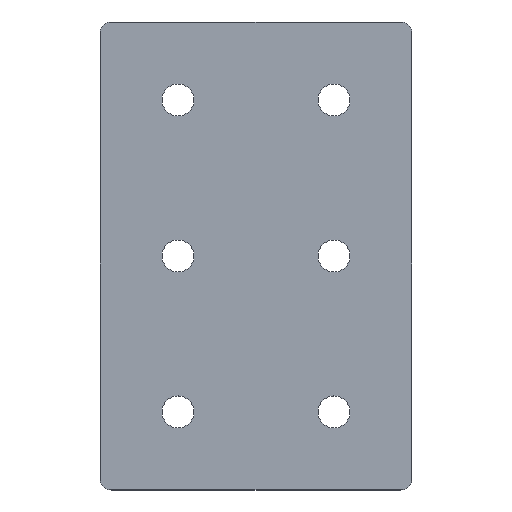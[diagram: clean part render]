
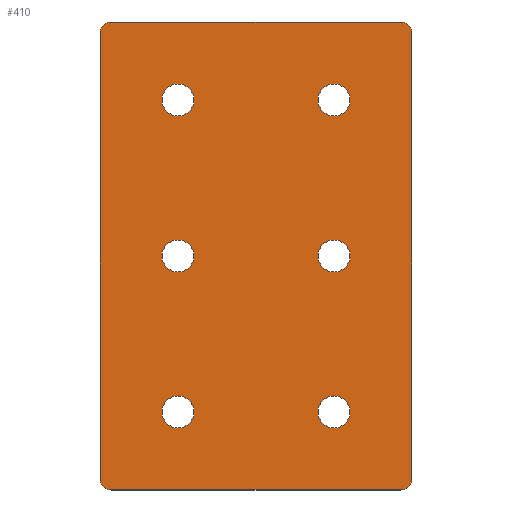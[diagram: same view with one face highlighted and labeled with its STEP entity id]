
A CAD part, top view. The second image highlights one B-rep face of the part: STEP entity #410.
In plain terms, the highlighted planar face has unit normal (0, 0, 1).
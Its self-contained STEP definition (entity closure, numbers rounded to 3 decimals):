
#34=CARTESIAN_POINT('',(-20.,35.9,3.));
#35=VERTEX_POINT('',#34);
#50=CARTESIAN_POINT('',(-20.,44.1,3.));
#51=VERTEX_POINT('',#50);
#52=CARTESIAN_POINT('',(-20.,40.,3.));
#53=DIRECTION('',(0.,0.,-1.));
#54=DIRECTION('',(0.,1.,0.));
#55=AXIS2_PLACEMENT_3D('',#52,#53,#54);
#56=CIRCLE('',#55,4.1);
#57=EDGE_CURVE('',#51,#35,#56,.T.);
#59=CARTESIAN_POINT('',(-20.,40.,3.));
#60=DIRECTION('',(0.,0.,-1.));
#61=DIRECTION('',(0.,1.,0.));
#62=AXIS2_PLACEMENT_3D('',#59,#60,#61);
#63=CIRCLE('',#62,4.1);
#64=EDGE_CURVE('',#35,#51,#63,.T.);
#76=CARTESIAN_POINT('',(20.,35.9,3.));
#77=VERTEX_POINT('',#76);
#92=CARTESIAN_POINT('',(20.,44.1,3.));
#93=VERTEX_POINT('',#92);
#94=CARTESIAN_POINT('',(20.,40.,3.));
#95=DIRECTION('',(0.,0.,-1.));
#96=DIRECTION('',(0.,1.,0.));
#97=AXIS2_PLACEMENT_3D('',#94,#95,#96);
#98=CIRCLE('',#97,4.1);
#99=EDGE_CURVE('',#93,#77,#98,.T.);
#101=CARTESIAN_POINT('',(20.,40.,3.));
#102=DIRECTION('',(0.,0.,-1.));
#103=DIRECTION('',(0.,1.,0.));
#104=AXIS2_PLACEMENT_3D('',#101,#102,#103);
#105=CIRCLE('',#104,4.1);
#106=EDGE_CURVE('',#77,#93,#105,.T.);
#118=CARTESIAN_POINT('',(-20.,-4.1,3.));
#119=VERTEX_POINT('',#118);
#134=CARTESIAN_POINT('',(-20.,4.1,3.));
#135=VERTEX_POINT('',#134);
#136=CARTESIAN_POINT('',(-20.,0.,3.));
#137=DIRECTION('',(0.,0.,-1.));
#138=DIRECTION('',(0.,1.,0.));
#139=AXIS2_PLACEMENT_3D('',#136,#137,#138);
#140=CIRCLE('',#139,4.1);
#141=EDGE_CURVE('',#135,#119,#140,.T.);
#143=CARTESIAN_POINT('',(-20.,0.,3.));
#144=DIRECTION('',(0.,0.,-1.));
#145=DIRECTION('',(0.,1.,0.));
#146=AXIS2_PLACEMENT_3D('',#143,#144,#145);
#147=CIRCLE('',#146,4.1);
#148=EDGE_CURVE('',#119,#135,#147,.T.);
#160=CARTESIAN_POINT('',(20.,-4.1,3.));
#161=VERTEX_POINT('',#160);
#176=CARTESIAN_POINT('',(20.,4.1,3.));
#177=VERTEX_POINT('',#176);
#178=CARTESIAN_POINT('',(20.,0.,3.));
#179=DIRECTION('',(0.,0.,-1.));
#180=DIRECTION('',(0.,1.,0.));
#181=AXIS2_PLACEMENT_3D('',#178,#179,#180);
#182=CIRCLE('',#181,4.1);
#183=EDGE_CURVE('',#177,#161,#182,.T.);
#185=CARTESIAN_POINT('',(20.,0.,3.));
#186=DIRECTION('',(0.,0.,-1.));
#187=DIRECTION('',(0.,1.,0.));
#188=AXIS2_PLACEMENT_3D('',#185,#186,#187);
#189=CIRCLE('',#188,4.1);
#190=EDGE_CURVE('',#161,#177,#189,.T.);
#202=CARTESIAN_POINT('',(-20.,-44.1,3.));
#203=VERTEX_POINT('',#202);
#218=CARTESIAN_POINT('',(-20.,-35.9,3.));
#219=VERTEX_POINT('',#218);
#220=CARTESIAN_POINT('',(-20.,-40.,3.));
#221=DIRECTION('',(0.,0.,-1.));
#222=DIRECTION('',(0.,1.,0.));
#223=AXIS2_PLACEMENT_3D('',#220,#221,#222);
#224=CIRCLE('',#223,4.1);
#225=EDGE_CURVE('',#219,#203,#224,.T.);
#227=CARTESIAN_POINT('',(-20.,-40.,3.));
#228=DIRECTION('',(0.,0.,-1.));
#229=DIRECTION('',(0.,1.,0.));
#230=AXIS2_PLACEMENT_3D('',#227,#228,#229);
#231=CIRCLE('',#230,4.1);
#232=EDGE_CURVE('',#203,#219,#231,.T.);
#244=CARTESIAN_POINT('',(20.,-44.1,3.));
#245=VERTEX_POINT('',#244);
#260=CARTESIAN_POINT('',(20.,-35.9,3.));
#261=VERTEX_POINT('',#260);
#262=CARTESIAN_POINT('',(20.,-40.,3.));
#263=DIRECTION('',(0.,0.,-1.));
#264=DIRECTION('',(0.,1.,0.));
#265=AXIS2_PLACEMENT_3D('',#262,#263,#264);
#266=CIRCLE('',#265,4.1);
#267=EDGE_CURVE('',#261,#245,#266,.T.);
#269=CARTESIAN_POINT('',(20.,-40.,3.));
#270=DIRECTION('',(0.,0.,-1.));
#271=DIRECTION('',(0.,1.,0.));
#272=AXIS2_PLACEMENT_3D('',#269,#270,#271);
#273=CIRCLE('',#272,4.1);
#274=EDGE_CURVE('',#245,#261,#273,.T.);
#284=CARTESIAN_POINT('',(40.,-57.,3.));
#285=VERTEX_POINT('',#284);
#286=CARTESIAN_POINT('',(37.,-60.,3.));
#287=VERTEX_POINT('',#286);
#288=CARTESIAN_POINT('',(37.,-57.,3.));
#289=DIRECTION('',(0.,0.,-1.));
#290=DIRECTION('',(0.707,-0.707,0.));
#291=AXIS2_PLACEMENT_3D('',#288,#289,#290);
#292=CIRCLE('',#291,3.);
#293=EDGE_CURVE('',#285,#287,#292,.T.);
#321=CARTESIAN_POINT('',(-0.,0.,3.));
#322=DIRECTION('',(0.,0.,1.));
#323=DIRECTION('',(1.,0.,0.));
#324=AXIS2_PLACEMENT_3D('',#321,#322,#323);
#325=PLANE('',#324);
#326=ORIENTED_EDGE('',*,*,#57,.T.);
#327=ORIENTED_EDGE('',*,*,#64,.T.);
#328=EDGE_LOOP('',(#326,#327));
#329=FACE_BOUND('',#328,.T.);
#330=ORIENTED_EDGE('',*,*,#99,.T.);
#331=ORIENTED_EDGE('',*,*,#106,.T.);
#332=EDGE_LOOP('',(#330,#331));
#333=FACE_BOUND('',#332,.T.);
#334=ORIENTED_EDGE('',*,*,#141,.T.);
#335=ORIENTED_EDGE('',*,*,#148,.T.);
#336=EDGE_LOOP('',(#334,#335));
#337=FACE_BOUND('',#336,.T.);
#338=ORIENTED_EDGE('',*,*,#183,.T.);
#339=ORIENTED_EDGE('',*,*,#190,.T.);
#340=EDGE_LOOP('',(#338,#339));
#341=FACE_BOUND('',#340,.T.);
#342=ORIENTED_EDGE('',*,*,#225,.T.);
#343=ORIENTED_EDGE('',*,*,#232,.T.);
#344=EDGE_LOOP('',(#342,#343));
#345=FACE_BOUND('',#344,.T.);
#346=ORIENTED_EDGE('',*,*,#267,.T.);
#347=ORIENTED_EDGE('',*,*,#274,.T.);
#348=EDGE_LOOP('',(#346,#347));
#349=FACE_BOUND('',#348,.T.);
#350=ORIENTED_EDGE('',*,*,#293,.F.);
#351=CARTESIAN_POINT('',(40.,57.,3.));
#352=VERTEX_POINT('',#351);
#353=CARTESIAN_POINT('',(40.,1110.,3.));
#354=DIRECTION('',(0.,-1.,0.));
#355=VECTOR('',#354,1140.);
#356=LINE('',#353,#355);
#357=EDGE_CURVE('',#352,#285,#356,.T.);
#358=ORIENTED_EDGE('',*,*,#357,.F.);
#359=CARTESIAN_POINT('',(37.,60.,3.));
#360=VERTEX_POINT('',#359);
#361=CARTESIAN_POINT('',(37.,57.,3.));
#362=DIRECTION('',(0.,0.,-1.));
#363=DIRECTION('',(0.707,0.707,0.));
#364=AXIS2_PLACEMENT_3D('',#361,#362,#363);
#365=CIRCLE('',#364,3.);
#366=EDGE_CURVE('',#360,#352,#365,.T.);
#367=ORIENTED_EDGE('',*,*,#366,.F.);
#368=CARTESIAN_POINT('',(-37.,60.,3.));
#369=VERTEX_POINT('',#368);
#370=CARTESIAN_POINT('',(-730.,60.,3.));
#371=DIRECTION('',(1.,0.,-0.));
#372=VECTOR('',#371,740.);
#373=LINE('',#370,#372);
#374=EDGE_CURVE('',#369,#360,#373,.T.);
#375=ORIENTED_EDGE('',*,*,#374,.F.);
#376=CARTESIAN_POINT('',(-40.,57.,3.));
#377=VERTEX_POINT('',#376);
#378=CARTESIAN_POINT('',(-37.,57.,3.));
#379=DIRECTION('',(0.,0.,-1.));
#380=DIRECTION('',(-0.707,0.707,0.));
#381=AXIS2_PLACEMENT_3D('',#378,#379,#380);
#382=CIRCLE('',#381,3.);
#383=EDGE_CURVE('',#377,#369,#382,.T.);
#384=ORIENTED_EDGE('',*,*,#383,.F.);
#385=CARTESIAN_POINT('',(-40.,-57.,3.));
#386=VERTEX_POINT('',#385);
#387=CARTESIAN_POINT('',(-40.,-1110.,3.));
#388=DIRECTION('',(0.,1.,0.));
#389=VECTOR('',#388,1140.);
#390=LINE('',#387,#389);
#391=EDGE_CURVE('',#386,#377,#390,.T.);
#392=ORIENTED_EDGE('',*,*,#391,.F.);
#393=CARTESIAN_POINT('',(-37.,-60.,3.));
#394=VERTEX_POINT('',#393);
#395=CARTESIAN_POINT('',(-37.,-57.,3.));
#396=DIRECTION('',(-0.,0.,-1.));
#397=DIRECTION('',(-0.707,-0.707,0.));
#398=AXIS2_PLACEMENT_3D('',#395,#396,#397);
#399=CIRCLE('',#398,3.);
#400=EDGE_CURVE('',#394,#386,#399,.T.);
#401=ORIENTED_EDGE('',*,*,#400,.F.);
#402=CARTESIAN_POINT('',(730.,-60.,3.));
#403=DIRECTION('',(-1.,0.,0.));
#404=VECTOR('',#403,740.);
#405=LINE('',#402,#404);
#406=EDGE_CURVE('',#287,#394,#405,.T.);
#407=ORIENTED_EDGE('',*,*,#406,.F.);
#408=EDGE_LOOP('',(#350,#358,#367,#375,#384,#392,#401,#407));
#409=FACE_BOUND('',#408,.T.);
#410=ADVANCED_FACE('',(#329,#333,#337,#341,#345,#349,#409),#325,.T.);
